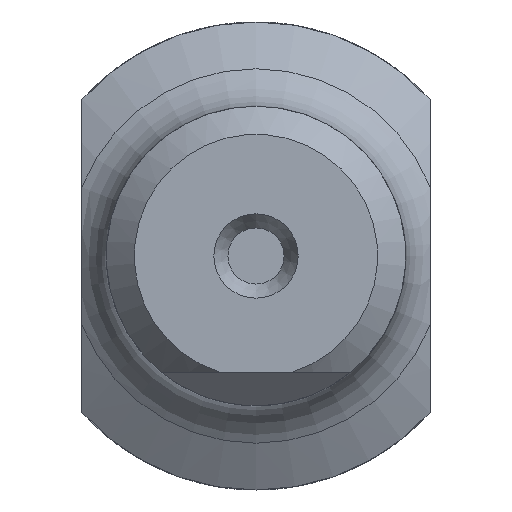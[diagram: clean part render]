
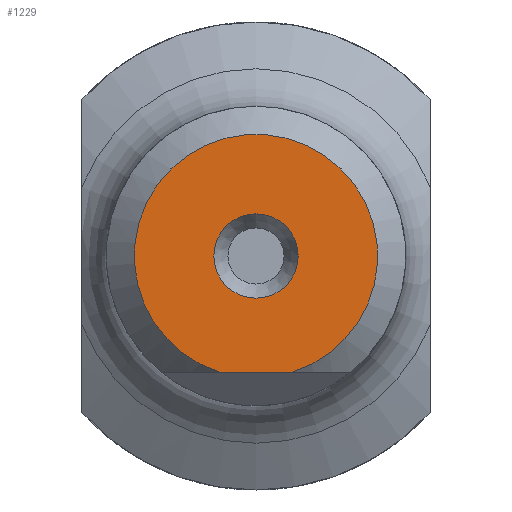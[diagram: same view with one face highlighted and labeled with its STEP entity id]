
A CAD part, left-side view. The second image highlights one B-rep face of the part: STEP entity #1229.
In plain terms, the highlighted planar face has unit normal (-1, 0, 0).
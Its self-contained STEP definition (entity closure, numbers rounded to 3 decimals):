
#41 = FACE_BOUND ( 'NONE', #444, .T. ) ;
#289 = DIRECTION ( 'NONE',  ( 0., 0., 1. ) ) ;
#444 = EDGE_LOOP ( 'NONE', ( #2675 ) ) ;
#727 = EDGE_CURVE ( 'NONE', #3221, #3221, #2837, .T. ) ;
#834 = CARTESIAN_POINT ( 'NONE',  ( 0., 0., 2.25 ) ) ;
#863 = EDGE_LOOP ( 'NONE', ( #2336, #3220 ) ) ;
#933 = EDGE_CURVE ( 'NONE', #4237, #4683, #4411, .T. ) ;
#1229 = ADVANCED_FACE ( 'NONE', ( #41, #2905 ), #1757, .F. ) ;
#1313 = DIRECTION ( 'NONE',  ( 1., 0., 0. ) ) ;
#1408 = VECTOR ( 'NONE', #1758, 1000. ) ;
#1459 = EDGE_CURVE ( 'NONE', #4683, #4237, #2900, .T. ) ;
#1512 = AXIS2_PLACEMENT_3D ( 'NONE', #3218, #4968, #4543 ) ;
#1575 = DIRECTION ( 'NONE',  ( -1., 0., 0. ) ) ;
#1700 = DIRECTION ( 'NONE',  ( 0., 0., -1. ) ) ;
#1757 = PLANE ( 'NONE',  #2965 ) ;
#1758 = DIRECTION ( 'NONE',  ( 0., -1., 0. ) ) ;
#2336 = ORIENTED_EDGE ( 'NONE', *, *, #1459, .T. ) ;
#2675 = ORIENTED_EDGE ( 'NONE', *, *, #727, .F. ) ;
#2837 = CIRCLE ( 'NONE', #4322, 2.25 ) ;
#2900 = CIRCLE ( 'NONE', #1512, 6.5 ) ;
#2905 = FACE_OUTER_BOUND ( 'NONE', #863, .T. ) ;
#2965 = AXIS2_PLACEMENT_3D ( 'NONE', #3457, #1313, #1700 ) ;
#3087 = CARTESIAN_POINT ( 'NONE',  ( 0., 1.952, -6.2 ) ) ;
#3218 = CARTESIAN_POINT ( 'NONE',  ( 0., 0., 0. ) ) ;
#3220 = ORIENTED_EDGE ( 'NONE', *, *, #933, .T. ) ;
#3221 = VERTEX_POINT ( 'NONE', #834 ) ;
#3332 = CARTESIAN_POINT ( 'NONE',  ( 0., 0., 0. ) ) ;
#3457 = CARTESIAN_POINT ( 'NONE',  ( 0., 0., -2.25 ) ) ;
#4237 = VERTEX_POINT ( 'NONE', #3087 ) ;
#4322 = AXIS2_PLACEMENT_3D ( 'NONE', #3332, #1575, #289 ) ;
#4357 = CARTESIAN_POINT ( 'NONE',  ( 0., 0., -6.2 ) ) ;
#4411 = LINE ( 'NONE', #4357, #1408 ) ;
#4543 = DIRECTION ( 'NONE',  ( 0., 0., 1. ) ) ;
#4683 = VERTEX_POINT ( 'NONE', #5526 ) ;
#4968 = DIRECTION ( 'NONE',  ( -1., 0., 0. ) ) ;
#5526 = CARTESIAN_POINT ( 'NONE',  ( 0., -1.952, -6.2 ) ) ;
